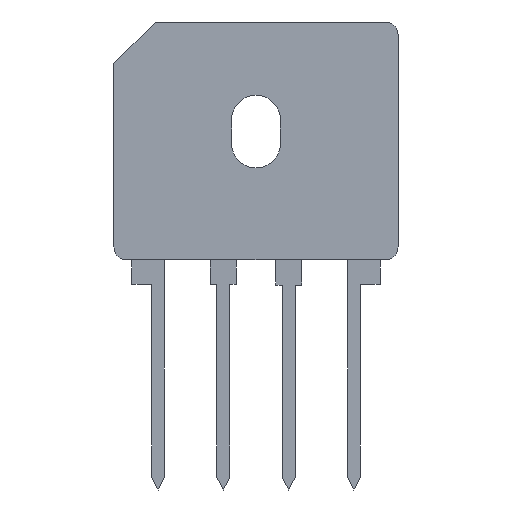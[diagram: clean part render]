
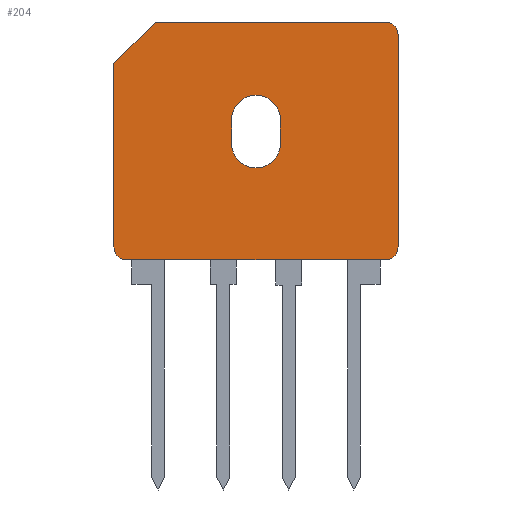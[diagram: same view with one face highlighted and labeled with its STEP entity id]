
A CAD part, front view. The second image highlights one B-rep face of the part: STEP entity #204.
In plain terms, the highlighted planar face has unit normal (0, -1, 0).
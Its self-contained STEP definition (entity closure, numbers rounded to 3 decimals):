
#22=VERTEX_POINT('',#23);
#23=CARTESIAN_POINT('',(18.67,-2.3,2.9));
#28=DIRECTION('',(0.,1.,0.));
#36=DIRECTION('',(-1.,0.,0.));
#39=VERTEX_POINT('',#40);
#40=CARTESIAN_POINT('',(17.67,-2.3,1.9));
#43=EDGE_CURVE('',#22,#39,#44,.T.);
#44=CIRCLE('',#45,1.);
#45=AXIS2_PLACEMENT_3D('',#46,#28,#36);
#46=CARTESIAN_POINT('',(17.67,-2.3,2.9));
#49=DIRECTION('',(0.,-1.,0.));
#55=VERTEX_POINT('',#56);
#56=CARTESIAN_POINT('',(18.67,-2.3,19.4));
#63=VECTOR('',#64,1.);
#64=DIRECTION('',(0.,0.,-1.));
#67=EDGE_CURVE('',#55,#22,#68,.T.);
#68=LINE('',#56,#63);
#80=VECTOR('',#36,1.);
#83=VERTEX_POINT('',#84);
#84=CARTESIAN_POINT('',(-2.43,-2.3,1.9));
#87=EDGE_CURVE('',#39,#83,#88,.T.);
#88=LINE('',#40,#80);
#203=DIRECTION('',(0.,0.,1.));
#204=ADVANCED_FACE('',(#205,#242),#268,.T.);
#205=FACE_BOUND('',#206,.F.);
#206=EDGE_LOOP('',(#207,#208,#215,#221,#228,#235,#240,#241));
#207=ORIENTED_EDGE('',*,*,#87,.T.);
#208=ORIENTED_EDGE('',*,*,#209,.T.);
#209=EDGE_CURVE('',#83,#210,#212,.T.);
#210=VERTEX_POINT('',#211);
#211=CARTESIAN_POINT('',(-3.43,-2.3,2.9));
#212=CIRCLE('',#213,1.);
#213=AXIS2_PLACEMENT_3D('',#214,#28,#36);
#214=CARTESIAN_POINT('',(-2.43,-2.3,2.9));
#215=ORIENTED_EDGE('',*,*,#216,.T.);
#216=EDGE_CURVE('',#210,#217,#219,.T.);
#217=VERTEX_POINT('',#218);
#218=CARTESIAN_POINT('',(-3.43,-2.3,17.2));
#219=LINE('',#211,#220);
#220=VECTOR('',#203,1.);
#221=ORIENTED_EDGE('',*,*,#222,.T.);
#222=EDGE_CURVE('',#217,#223,#225,.T.);
#223=VERTEX_POINT('',#224);
#224=CARTESIAN_POINT('',(-0.23,-2.3,20.4));
#225=LINE('',#218,#226);
#226=VECTOR('',#227,1.);
#227=DIRECTION('',(0.707,0.,0.707)  );
#228=ORIENTED_EDGE('',*,*,#229,.T.);
#229=EDGE_CURVE('',#223,#230,#232,.T.);
#230=VERTEX_POINT('',#231);
#231=CARTESIAN_POINT('',(17.67,-2.3,20.4));
#232=LINE('',#224,#233);
#233=VECTOR('',#234,1.);
#234=DIRECTION('',(1.,0.,0.));
#235=ORIENTED_EDGE('',*,*,#236,.T.);
#236=EDGE_CURVE('',#230,#55,#237,.T.);
#237=CIRCLE('',#238,1.);
#238=AXIS2_PLACEMENT_3D('',#239,#28,#36);
#239=CARTESIAN_POINT('',(17.67,-2.3,19.4));
#240=ORIENTED_EDGE('',*,*,#67,.T.);
#241=ORIENTED_EDGE('',*,*,#43,.T.);
#242=FACE_BOUND('',#243,.T.);
#243=EDGE_LOOP('',(#244,#253,#258,#265));
#244=ORIENTED_EDGE('',*,*,#245,.T.);
#245=EDGE_CURVE('',#246,#248,#250,.T.);
#246=VERTEX_POINT('',#247);
#247=CARTESIAN_POINT('',(5.72,-2.3,12.8));
#248=VERTEX_POINT('',#249);
#249=CARTESIAN_POINT('',(9.52,-2.3,12.8));
#250=CIRCLE('',#251,1.9);
#251=AXIS2_PLACEMENT_3D('',#252,#28,#36);
#252=CARTESIAN_POINT('',(7.62,-2.3,12.8));
#253=ORIENTED_EDGE('',*,*,#254,.T.);
#254=EDGE_CURVE('',#248,#255,#257,.T.);
#255=VERTEX_POINT('',#256);
#256=CARTESIAN_POINT('',(9.52,-2.3,10.95));
#257=LINE('',#249,#63);
#258=ORIENTED_EDGE('',*,*,#259,.T.);
#259=EDGE_CURVE('',#255,#260,#262,.T.);
#260=VERTEX_POINT('',#261);
#261=CARTESIAN_POINT('',(5.72,-2.3,10.95));
#262=CIRCLE('',#263,1.9);
#263=AXIS2_PLACEMENT_3D('',#264,#28,#36);
#264=CARTESIAN_POINT('',(7.62,-2.3,10.95));
#265=ORIENTED_EDGE('',*,*,#266,.F.);
#266=EDGE_CURVE('',#246,#260,#267,.T.);
#267=LINE('',#247,#63);
#268=PLANE('',#269);
#269=AXIS2_PLACEMENT_3D('',#40,#49,#64);
